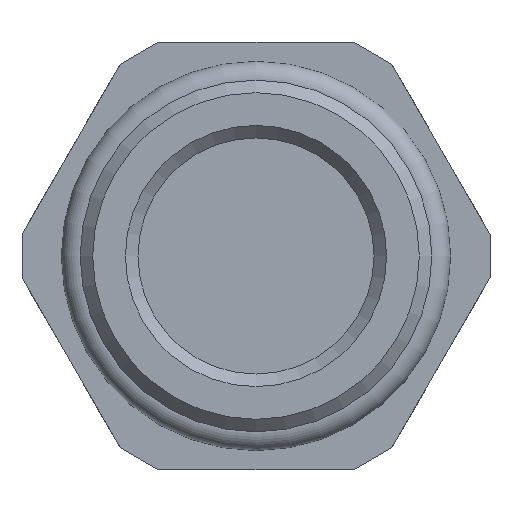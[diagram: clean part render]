
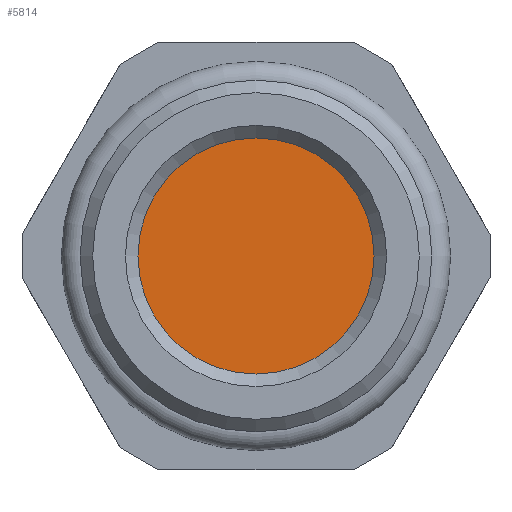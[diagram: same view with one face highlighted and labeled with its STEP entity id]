
A CAD part, front view. The second image highlights one B-rep face of the part: STEP entity #5814.
In plain terms, the highlighted planar face has unit normal (0, -1, 0).
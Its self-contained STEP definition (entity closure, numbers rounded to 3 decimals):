
#386=PLANE('',#6231);
#706=FACE_OUTER_BOUND('',#1055,.T.);
#1055=EDGE_LOOP('',(#5438,#5439));
#1481=CIRCLE('',#6232,4.7);
#1482=CIRCLE('',#6233,4.7);
#2837=VERTEX_POINT('',#12799);
#2838=VERTEX_POINT('',#12800);
#3705=EDGE_CURVE('',#2837,#2838,#1481,.T.);
#3706=EDGE_CURVE('',#2838,#2837,#1482,.T.);
#5438=ORIENTED_EDGE('',*,*,#3705,.F.);
#5439=ORIENTED_EDGE('',*,*,#3706,.F.);
#5814=ADVANCED_FACE('',(#706),#386,.T.);
#6231=AXIS2_PLACEMENT_3D('',#12798,#7415,#7416);
#6232=AXIS2_PLACEMENT_3D('',#12801,#7417,#7418);
#6233=AXIS2_PLACEMENT_3D('',#12802,#7419,#7420);
#7415=DIRECTION('center_axis',(0.,-1.,0.));
#7416=DIRECTION('ref_axis',(0.,0.,-1.));
#7417=DIRECTION('center_axis',(0.,1.,0.));
#7418=DIRECTION('ref_axis',(-1.,0.,0.));
#7419=DIRECTION('center_axis',(0.,1.,0.));
#7420=DIRECTION('ref_axis',(-1.,0.,0.));
#12798=CARTESIAN_POINT('Origin',(-2.35,5.849,0.));
#12799=CARTESIAN_POINT('',(-4.7,5.849,0.));
#12800=CARTESIAN_POINT('',(4.7,5.849,0.));
#12801=CARTESIAN_POINT('Origin',(0.,5.849,0.));
#12802=CARTESIAN_POINT('Origin',(0.,5.849,0.));
